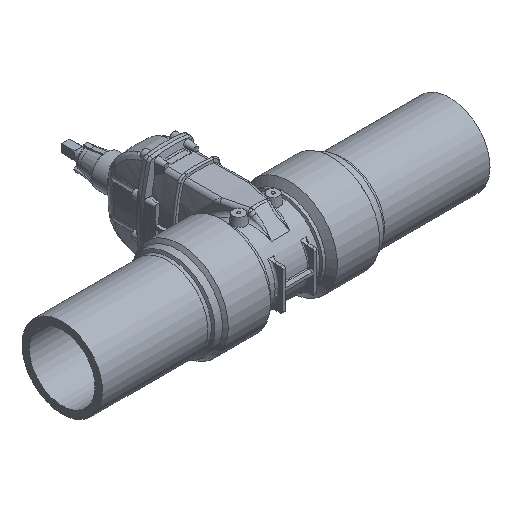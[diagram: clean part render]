
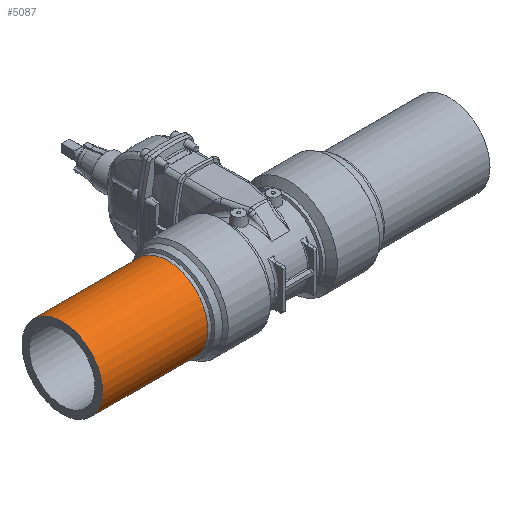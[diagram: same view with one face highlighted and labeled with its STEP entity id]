
A CAD part, isometric view. The second image highlights one B-rep face of the part: STEP entity #5087.
In plain terms, the highlighted cylindrical face has radius 140 mm (diameter 280 mm), a full revolution.
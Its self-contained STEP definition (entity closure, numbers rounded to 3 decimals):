
#28 = ORIENTED_EDGE ( 'NONE', *, *, #11614, .F. ) ;
#722 = ORIENTED_EDGE ( 'NONE', *, *, #5772, .T. ) ;
#1055 = EDGE_LOOP ( 'NONE', ( #722 ) ) ;
#2761 = CARTESIAN_POINT ( 'NONE',  ( -307.474, 0., 0. ) ) ;
#3406 = DIRECTION ( 'NONE',  ( 1., 0., 0. ) ) ;
#3457 = DIRECTION ( 'NONE',  ( 0., -0.924, -0.382 ) ) ;
#5087 = ADVANCED_FACE ( 'NONE', ( #7995, #7635 ), #7342, .T. ) ;
#5482 = CARTESIAN_POINT ( 'NONE',  ( -675., -129.391, -53.459 ) ) ;
#5739 = CARTESIAN_POINT ( 'NONE',  ( -307.474, -129.391, -53.459 ) ) ;
#5772 = EDGE_CURVE ( 'NONE', #9131, #9131, #7945, .T. ) ;
#6943 = EDGE_LOOP ( 'NONE', ( #28 ) ) ;
#7342 = CYLINDRICAL_SURFACE ( 'NONE', #11485, 140. ) ;
#7635 = FACE_OUTER_BOUND ( 'NONE', #1055, .T. ) ;
#7945 = CIRCLE ( 'NONE', #11722, 140. ) ;
#7995 = FACE_OUTER_BOUND ( 'NONE', #6943, .T. ) ;
#9131 = VERTEX_POINT ( 'NONE', #5482 ) ;
#9200 = CIRCLE ( 'NONE', #11852, 140. ) ;
#9295 = VERTEX_POINT ( 'NONE', #5739 ) ;
#9861 = DIRECTION ( 'NONE',  ( 0., -0.924, -0.382 ) ) ;
#9913 = DIRECTION ( 'NONE',  ( 1., 0., 0. ) ) ;
#10050 = CARTESIAN_POINT ( 'NONE',  ( -114.187, 0., 0. ) ) ;
#11485 = AXIS2_PLACEMENT_3D ( 'NONE', #10050, #9913, #9861 ) ;
#11614 = EDGE_CURVE ( 'NONE', #9295, #9295, #9200, .T. ) ;
#11722 = AXIS2_PLACEMENT_3D ( 'NONE', #13482, #14152, #14079 ) ;
#11852 = AXIS2_PLACEMENT_3D ( 'NONE', #2761, #3406, #3457 ) ;
#13482 = CARTESIAN_POINT ( 'NONE',  ( -675., 0., 0. ) ) ;
#14079 = DIRECTION ( 'NONE',  ( 0., -0.924, -0.382 ) ) ;
#14152 = DIRECTION ( 'NONE',  ( 1., 0., 0. ) ) ;
